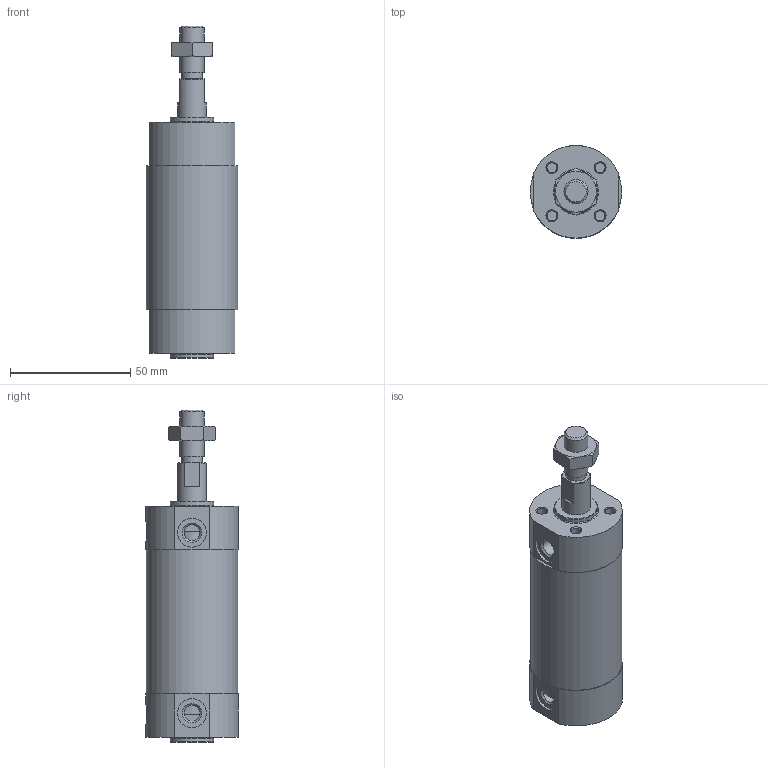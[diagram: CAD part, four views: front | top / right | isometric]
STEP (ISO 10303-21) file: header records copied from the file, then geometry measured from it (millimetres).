
FILE_DESCRIPTION( ( 'STEP AP203' ), '1' );
FILE_NAME( 'EG3225-M()0.stp', '2021-10-12T02:08:50', ( 'License CC BY-ND 4.0' ), ( 'CADENAS' ), ' ', 'PARTsolutions', ' ' );
FILE_SCHEMA( ( 'CONFIG_CONTROL_DESIGN' ) );
Length unit declared in the file: millimetre
Products named in the file (3): EG3225-M()0; _EG3225-M0()_body; _EG3225-M0_rod
Assembly tree (2 placements, depth 2):
  EG3225-M()0
    _EG3225-M0()_body
    _EG3225-M0_rod
Bounding box: 37.9 x 38.5 x 138 mm (x, y, z)
Volume: 127848.4 mm3; surface area: 31722.2 mm2
Topology: 2 solids, 2 shells, 118 faces, 248 edges, 153 vertices
Faces by surface type: plane 53, cylinder 32, cone 31, torus 2
Full cylindrical faces by diameter (mm): 4.134 x8, 6.647 x4, 8.466 x1, 8.566 x2, 10 x2, 12 x6, 18 x2, 21.333 x1, 32 x1, 38 x1
Entity records: 3232 total; most frequent: CARTESIAN_POINT 821, DIRECTION 504, ORIENTED_EDGE 380, AXIS2_PLACEMENT_3D 227, EDGE_LOOP 192, EDGE_CURVE 190, FACE_OUTER_BOUND 148, VERTEX_POINT 142
